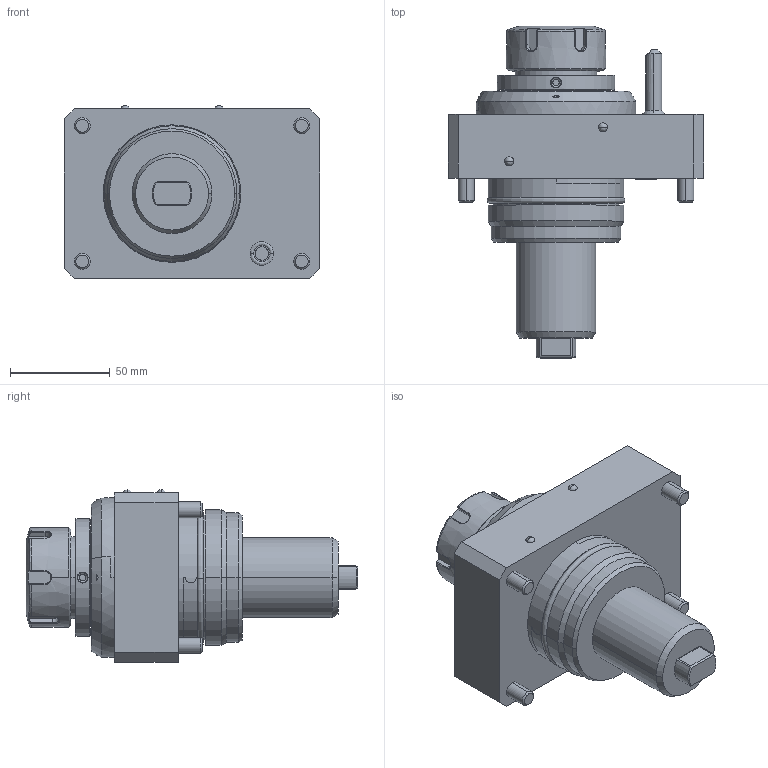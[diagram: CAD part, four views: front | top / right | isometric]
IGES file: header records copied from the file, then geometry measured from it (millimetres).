
Start section:  PTC IGES file: ngt2_68_101_32_1_mz.igs
Global section: file name: ngt2_68_101_32_1_mz.igs; native system: Pro/ENGINEER by Parametric Technology Corporation; preprocessor: 2010280; author: vali; organization: Unknown; date: 20201125.132047; units: millimetre
Bounding box: 128 x 166.3 x 86.6 mm (x, y, z)
Volume: 644203.6 mm3; surface area: 64380.7 mm2
Topology: 1 solids, 1 shells, 243 faces, 585 edges, 369 vertices
Faces by surface type: revolution 134, bspline 109
